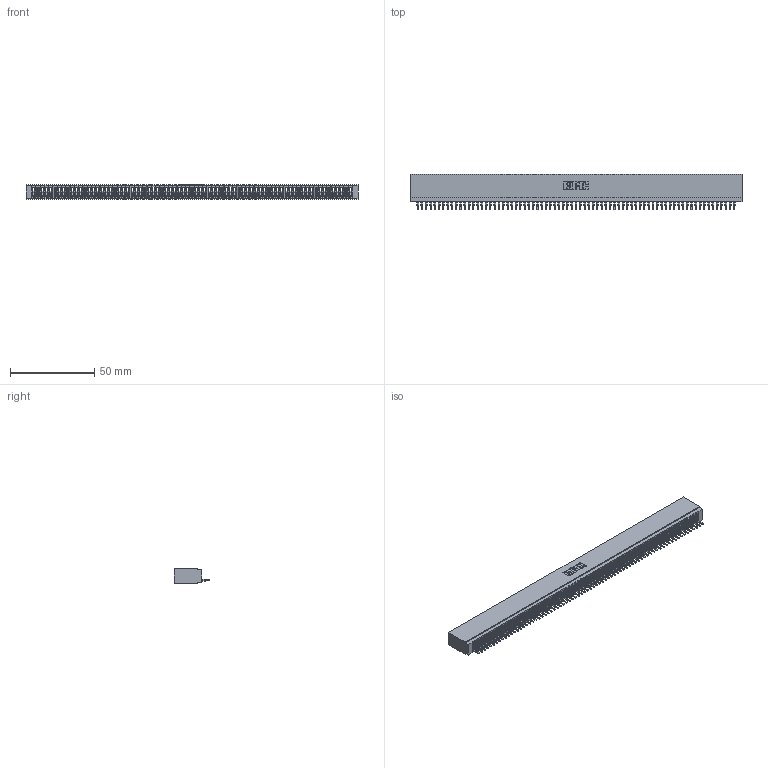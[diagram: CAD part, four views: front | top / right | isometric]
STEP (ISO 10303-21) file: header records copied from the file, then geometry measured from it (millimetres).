
FILE_DESCRIPTION (( 'STEP AP203' ), '1' );
FILE_NAME ('745-075-525-101.STEP', '2026-02-26T14:55:28', ( '' ), ( '' ), 'SwSTEP 2.0', 'SolidWorks 2023', '' );
FILE_SCHEMA (( 'CONFIG_CONTROL_DESIGN' ));
Length unit declared in the file: millimetre
Products named in the file (3): 745-075-525-101; 745-292-001_525; 745 Part_Insulator Option - 01
Assembly tree (76 placements, depth 2):
  745-075-525-101
    745 Part_Insulator Option - 01
    745-292-001_525  x75
Bounding box: 197.1 x 21.22 x 8.89 mm (x, y, z)
Volume: 16796.2 mm3; surface area: 31794.2 mm2
Topology: 76 solids, 76 shells, 8495 faces, 23358 edges, 14722 vertices
Faces by surface type: plane 5080, bspline 1500, cylinder 1465, torus 450
Entity records: 119359 total; most frequent: CARTESIAN_POINT 21536, ORIENTED_EDGE 21112, DIRECTION 18264, EDGE_CURVE 10556, LINE 9924, VECTOR 9924, VERTEX_POINT 6730, AXIS2_PLACEMENT_3D 4170
